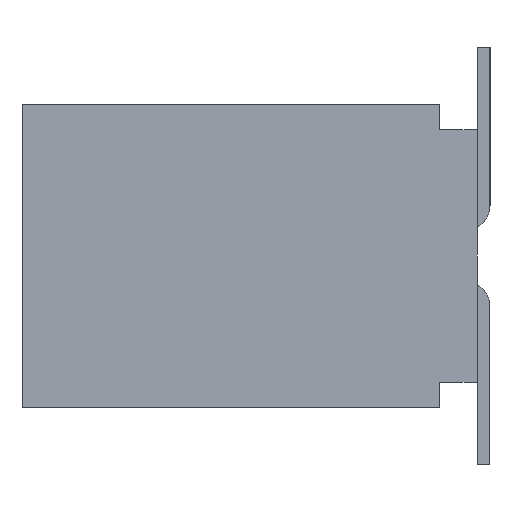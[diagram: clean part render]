
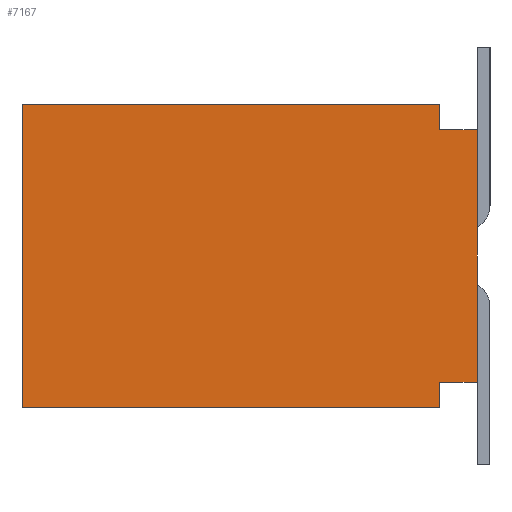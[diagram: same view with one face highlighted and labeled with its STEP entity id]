
A CAD part, left-side view. The second image highlights one B-rep face of the part: STEP entity #7167.
In plain terms, the highlighted planar face has unit normal (-1, 0, 0).
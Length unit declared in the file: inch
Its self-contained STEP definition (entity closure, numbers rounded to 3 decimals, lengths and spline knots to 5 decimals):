
#150=ORIENTED_EDGE('',*,*,#2222,.F.);
#151=ORIENTED_EDGE('',*,*,#2223,.T.);
#152=ORIENTED_EDGE('',*,*,#2224,.F.);
#153=ORIENTED_EDGE('',*,*,#2225,.T.);
#154=ORIENTED_EDGE('',*,*,#2226,.F.);
#155=ORIENTED_EDGE('',*,*,#2227,.F.);
#156=ORIENTED_EDGE('',*,*,#2228,.T.);
#157=ORIENTED_EDGE('',*,*,#2229,.T.);
#2222=EDGE_CURVE('',#3258,#3259,#3922,.T.);
#2223=EDGE_CURVE('',#3258,#3260,#3923,.T.);
#2224=EDGE_CURVE('',#3261,#3260,#3924,.T.);
#2225=EDGE_CURVE('',#3261,#3262,#3925,.T.);
#2226=EDGE_CURVE('',#3263,#3262,#3926,.T.);
#2227=EDGE_CURVE('',#3264,#3263,#3927,.T.);
#2228=EDGE_CURVE('',#3264,#3265,#3928,.T.);
#2229=EDGE_CURVE('',#3265,#3259,#3929,.T.);
#3258=VERTEX_POINT('',#10085);
#3259=VERTEX_POINT('',#10086);
#3260=VERTEX_POINT('',#10088);
#3261=VERTEX_POINT('',#10090);
#3262=VERTEX_POINT('',#10092);
#3263=VERTEX_POINT('',#10094);
#3264=VERTEX_POINT('',#10096);
#3265=VERTEX_POINT('',#10098);
#3922=LINE('',#10084,#4878);
#3923=LINE('',#10087,#4879);
#3924=LINE('',#10089,#4880);
#3925=LINE('',#10091,#4881);
#3926=LINE('',#10093,#4882);
#3927=LINE('',#10095,#4883);
#3928=LINE('',#10097,#4884);
#3929=LINE('',#10099,#4885);
#4878=VECTOR('',#8114,39.37008);
#4879=VECTOR('',#8115,39.37008);
#4880=VECTOR('',#8116,39.37008);
#4881=VECTOR('',#8117,39.37008);
#4882=VECTOR('',#8118,39.37008);
#4883=VECTOR('',#8119,39.37008);
#4884=VECTOR('',#8120,39.37008);
#4885=VECTOR('',#8121,39.37008);
#5834=EDGE_LOOP('',(#150,#151,#152,#153,#154,#155,#156,#157));
#6308=FACE_BOUND('',#5834,.T.);
#6782=PLANE('',#7603);
#7167=ADVANCED_FACE('',(#6308),#6782,.F.);
#7603=AXIS2_PLACEMENT_3D('',#10083,#8112,#8113);
#8112=DIRECTION('',(1.,0.,0.));
#8113=DIRECTION('',(0.,0.,-1.));
#8114=DIRECTION('',(0.,1.,0.));
#8115=DIRECTION('',(0.,0.,1.));
#8116=DIRECTION('',(0.,-1.,0.));
#8117=DIRECTION('',(0.,0.,1.));
#8118=DIRECTION('',(0.,-1.,0.));
#8119=DIRECTION('',(0.,0.,1.));
#8120=DIRECTION('',(0.,-1.,0.));
#8121=DIRECTION('',(0.,0.,1.));
#10083=CARTESIAN_POINT('',(-0.2575,0.18,-0.06));
#10084=CARTESIAN_POINT('',(-0.2575,0.18,-0.05));
#10085=CARTESIAN_POINT('',(-0.2575,0.,-0.05));
#10086=CARTESIAN_POINT('',(-0.2575,0.015,-0.05));
#10087=CARTESIAN_POINT('',(-0.2575,0.,-0.06));
#10088=CARTESIAN_POINT('',(-0.2575,0.,0.05));
#10089=CARTESIAN_POINT('',(-0.2575,0.18,0.05));
#10090=CARTESIAN_POINT('',(-0.2575,0.015,0.05));
#10091=CARTESIAN_POINT('',(-0.2575,0.015,-0.06));
#10092=CARTESIAN_POINT('',(-0.2575,0.015,0.06));
#10093=CARTESIAN_POINT('',(-0.2575,0.18,0.06));
#10094=CARTESIAN_POINT('',(-0.2575,0.18,0.06));
#10095=CARTESIAN_POINT('',(-0.2575,0.18,-0.06));
#10096=CARTESIAN_POINT('',(-0.2575,0.18,-0.06));
#10097=CARTESIAN_POINT('',(-0.2575,0.18,-0.06));
#10098=CARTESIAN_POINT('',(-0.2575,0.015,-0.06));
#10099=CARTESIAN_POINT('',(-0.2575,0.015,-0.06));
